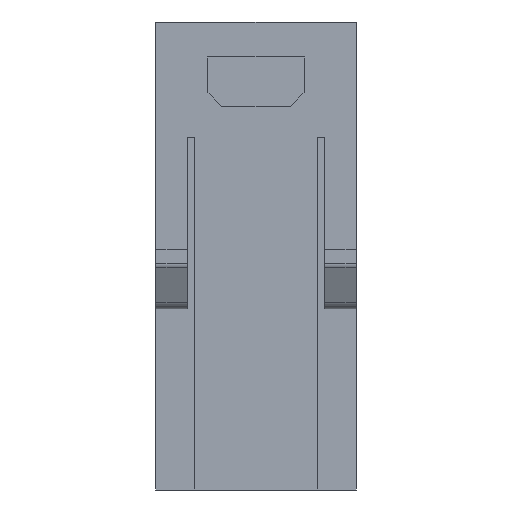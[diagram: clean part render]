
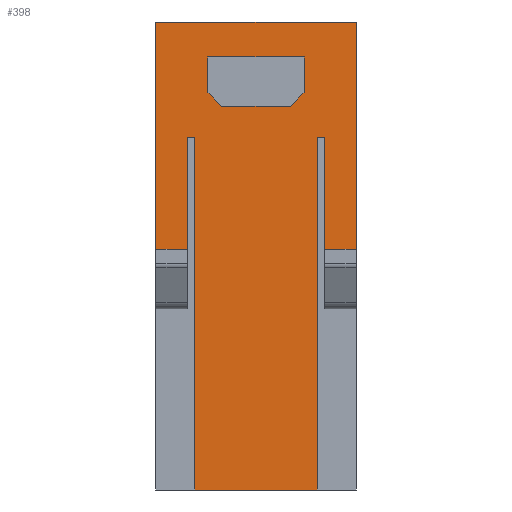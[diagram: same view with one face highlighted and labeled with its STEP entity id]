
A CAD part, left-side view. The second image highlights one B-rep face of the part: STEP entity #398.
In plain terms, the highlighted planar face has unit normal (-1, 0, 0).
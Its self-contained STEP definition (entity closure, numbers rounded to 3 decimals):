
#248=FACE_BOUND('',#1283,.T.);
#249=FACE_BOUND('',#1284,.T.);
#398=ADVANCED_FACE('',(#248,#249),#744,.T.);
#744=PLANE('',#6238);
#1283=EDGE_LOOP('',(#1946,#1947,#1948,#1949,#1950,#1951,#1952,#1953,#1954,
#1955,#1956,#1957));
#1284=EDGE_LOOP('',(#1958,#1959,#1960,#1961,#1962,#1963));
#1946=ORIENTED_EDGE('',*,*,#4267,.F.);
#1947=ORIENTED_EDGE('',*,*,#4268,.F.);
#1948=ORIENTED_EDGE('',*,*,#4269,.T.);
#1949=ORIENTED_EDGE('',*,*,#4270,.F.);
#1950=ORIENTED_EDGE('',*,*,#4271,.T.);
#1951=ORIENTED_EDGE('',*,*,#4272,.F.);
#1952=ORIENTED_EDGE('',*,*,#4273,.T.);
#1953=ORIENTED_EDGE('',*,*,#4274,.T.);
#1954=ORIENTED_EDGE('',*,*,#4275,.F.);
#1955=ORIENTED_EDGE('',*,*,#4276,.T.);
#1956=ORIENTED_EDGE('',*,*,#4277,.T.);
#1957=ORIENTED_EDGE('',*,*,#4278,.T.);
#1958=ORIENTED_EDGE('',*,*,#4279,.F.);
#1959=ORIENTED_EDGE('',*,*,#4280,.F.);
#1960=ORIENTED_EDGE('',*,*,#4281,.T.);
#1961=ORIENTED_EDGE('',*,*,#4282,.T.);
#1962=ORIENTED_EDGE('',*,*,#4283,.T.);
#1963=ORIENTED_EDGE('',*,*,#4284,.T.);
#3678=VERTEX_POINT('',#8505);
#3679=VERTEX_POINT('',#8506);
#3680=VERTEX_POINT('',#8508);
#3681=VERTEX_POINT('',#8510);
#3682=VERTEX_POINT('',#8512);
#3683=VERTEX_POINT('',#8514);
#3684=VERTEX_POINT('',#8516);
#3685=VERTEX_POINT('',#8518);
#3686=VERTEX_POINT('',#8520);
#3687=VERTEX_POINT('',#8522);
#3688=VERTEX_POINT('',#8524);
#3689=VERTEX_POINT('',#8526);
#3690=VERTEX_POINT('',#8529);
#3691=VERTEX_POINT('',#8530);
#3692=VERTEX_POINT('',#8532);
#3693=VERTEX_POINT('',#8534);
#3694=VERTEX_POINT('',#8536);
#3695=VERTEX_POINT('',#8538);
#4267=EDGE_CURVE('',#3678,#3679,#5123,.T.);
#4268=EDGE_CURVE('',#3680,#3678,#5124,.T.);
#4269=EDGE_CURVE('',#3680,#3681,#5125,.T.);
#4270=EDGE_CURVE('',#3682,#3681,#5126,.T.);
#4271=EDGE_CURVE('',#3682,#3683,#5127,.T.);
#4272=EDGE_CURVE('',#3684,#3683,#5128,.T.);
#4273=EDGE_CURVE('',#3684,#3685,#5129,.T.);
#4274=EDGE_CURVE('',#3685,#3686,#5130,.T.);
#4275=EDGE_CURVE('',#3687,#3686,#5131,.T.);
#4276=EDGE_CURVE('',#3687,#3688,#5132,.T.);
#4277=EDGE_CURVE('',#3688,#3689,#5133,.T.);
#4278=EDGE_CURVE('',#3689,#3679,#5134,.T.);
#4279=EDGE_CURVE('',#3690,#3691,#5135,.T.);
#4280=EDGE_CURVE('',#3692,#3690,#5136,.T.);
#4281=EDGE_CURVE('',#3692,#3693,#5137,.T.);
#4282=EDGE_CURVE('',#3693,#3694,#5138,.T.);
#4283=EDGE_CURVE('',#3694,#3695,#5139,.T.);
#4284=EDGE_CURVE('',#3695,#3691,#5140,.T.);
#5123=LINE('',#8504,#5681);
#5124=LINE('',#8507,#5682);
#5125=LINE('',#8509,#5683);
#5126=LINE('',#8511,#5684);
#5127=LINE('',#8513,#5685);
#5128=LINE('',#8515,#5686);
#5129=LINE('',#8517,#5687);
#5130=LINE('',#8519,#5688);
#5131=LINE('',#8521,#5689);
#5132=LINE('',#8523,#5690);
#5133=LINE('',#8525,#5691);
#5134=LINE('',#8527,#5692);
#5135=LINE('',#8528,#5693);
#5136=LINE('',#8531,#5694);
#5137=LINE('',#8533,#5695);
#5138=LINE('',#8535,#5696);
#5139=LINE('',#8537,#5697);
#5140=LINE('',#8539,#5698);
#5681=VECTOR('',#6827,1.);
#5682=VECTOR('',#6828,1.);
#5683=VECTOR('',#6829,1.);
#5684=VECTOR('',#6830,1.);
#5685=VECTOR('',#6831,1.);
#5686=VECTOR('',#6832,1.);
#5687=VECTOR('',#6833,1.);
#5688=VECTOR('',#6834,1.);
#5689=VECTOR('',#6835,1.);
#5690=VECTOR('',#6836,1.);
#5691=VECTOR('',#6837,1.);
#5692=VECTOR('',#6838,1.);
#5693=VECTOR('',#6839,1.);
#5694=VECTOR('',#6840,1.);
#5695=VECTOR('',#6841,1.);
#5696=VECTOR('',#6842,1.);
#5697=VECTOR('',#6843,1.);
#5698=VECTOR('',#6844,1.);
#6238=AXIS2_PLACEMENT_3D('',#8540,#6845,#6846);
#6827=DIRECTION('',(0.,1.,0.));
#6828=DIRECTION('',(0.,0.,-1.));
#6829=DIRECTION('',(0.,-1.,0.));
#6830=DIRECTION('',(0.,0.,1.));
#6831=DIRECTION('',(0.,-1.,0.));
#6832=DIRECTION('',(0.,0.,-1.));
#6833=DIRECTION('',(0.,1.,0.));
#6834=DIRECTION('',(0.,0.,-1.));
#6835=DIRECTION('',(0.,1.,0.));
#6836=DIRECTION('',(0.,0.,1.));
#6837=DIRECTION('',(0.,-1.,0.));
#6838=DIRECTION('',(0.,0.,-1.));
#6839=DIRECTION('',(0.,0.,-1.));
#6840=DIRECTION('',(0.,1.,0.));
#6841=DIRECTION('',(0.,0.,-1.));
#6842=DIRECTION('',(0.,0.707,-0.707));
#6843=DIRECTION('',(0.,1.,0.));
#6844=DIRECTION('',(0.,0.707,0.707));
#6845=DIRECTION('',(-1.,0.,0.));
#6846=DIRECTION('',(0.,0.,1.));
#8504=CARTESIAN_POINT('',(-13.072,-5.247,0.95));
#8505=CARTESIAN_POINT('',(-13.072,-5.547,0.95));
#8506=CARTESIAN_POINT('',(-13.072,3.403,0.95));
#8507=CARTESIAN_POINT('',(-13.072,-5.547,35.05));
#8508=CARTESIAN_POINT('',(-13.072,-5.547,26.65));
#8509=CARTESIAN_POINT('',(-13.072,-6.96,26.65));
#8510=CARTESIAN_POINT('',(-13.072,-6.072,26.65));
#8511=CARTESIAN_POINT('',(-13.072,-6.072,14.996));
#8512=CARTESIAN_POINT('',(-13.072,-6.072,18.5));
#8513=CARTESIAN_POINT('',(-13.072,3.103,18.5));
#8514=CARTESIAN_POINT('',(-13.072,-8.372,18.5));
#8515=CARTESIAN_POINT('',(-13.072,-8.372,35.05));
#8516=CARTESIAN_POINT('',(-13.072,-8.372,35.05));
#8517=CARTESIAN_POINT('',(-13.072,-5.247,35.05));
#8518=CARTESIAN_POINT('',(-13.072,6.228,35.05));
#8519=CARTESIAN_POINT('',(-13.072,6.228,35.05));
#8520=CARTESIAN_POINT('',(-13.072,6.228,18.5));
#8521=CARTESIAN_POINT('',(-13.072,-5.247,18.5));
#8522=CARTESIAN_POINT('',(-13.072,3.928,18.5));
#8523=CARTESIAN_POINT('',(-13.072,3.928,14.996));
#8524=CARTESIAN_POINT('',(-13.072,3.928,26.65));
#8525=CARTESIAN_POINT('',(-13.072,4.815,26.65));
#8526=CARTESIAN_POINT('',(-13.072,3.403,26.65));
#8527=CARTESIAN_POINT('',(-13.072,3.403,35.05));
#8528=CARTESIAN_POINT('',(-13.072,2.428,35.05));
#8529=CARTESIAN_POINT('',(-13.072,2.428,32.5));
#8530=CARTESIAN_POINT('',(-13.072,2.428,29.9));
#8531=CARTESIAN_POINT('',(-13.072,-8.372,32.5));
#8532=CARTESIAN_POINT('',(-13.072,-4.572,32.5));
#8533=CARTESIAN_POINT('',(-13.072,-4.572,35.05));
#8534=CARTESIAN_POINT('',(-13.072,-4.572,29.9));
#8535=CARTESIAN_POINT('',(-13.072,-3.572,28.9));
#8536=CARTESIAN_POINT('',(-13.072,-3.572,28.9));
#8537=CARTESIAN_POINT('',(-13.072,-8.372,28.9));
#8538=CARTESIAN_POINT('',(-13.072,1.428,28.9));
#8539=CARTESIAN_POINT('',(-13.072,2.428,29.9));
#8540=CARTESIAN_POINT('',(-13.072,-5.247,35.05));
